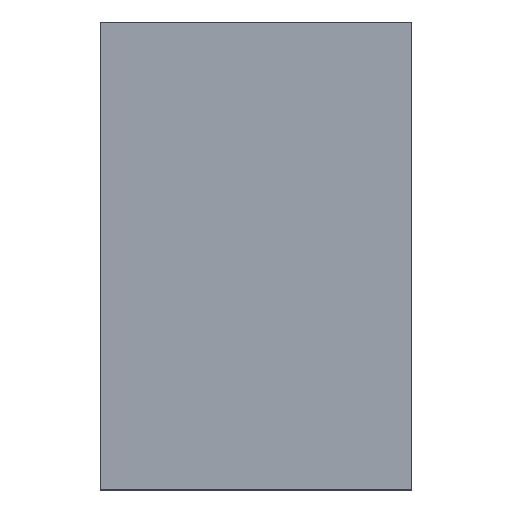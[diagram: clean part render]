
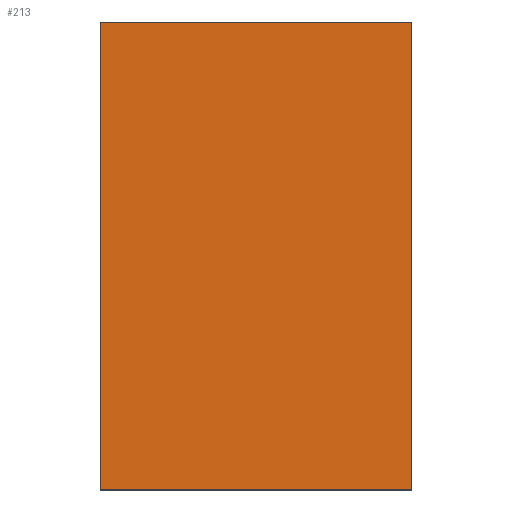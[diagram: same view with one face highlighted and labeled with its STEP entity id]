
A CAD part, top view. The second image highlights one B-rep face of the part: STEP entity #213.
In plain terms, the highlighted face is planar.
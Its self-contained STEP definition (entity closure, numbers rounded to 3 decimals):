
#86=DIRECTION('',(1.,0.,0.));
#87=VECTOR('',#86,1.2);
#88=CARTESIAN_POINT('',(-0.6,0.18,0.4));
#89=LINE('',#88,#87);
#93=DIRECTION('',(0.,0.,1.));
#94=VECTOR('',#93,0.8);
#95=CARTESIAN_POINT('',(-0.6,0.18,-0.4));
#96=LINE('',#95,#94);
#100=DIRECTION('',(-1.,0.,0.));
#101=VECTOR('',#100,1.2);
#102=CARTESIAN_POINT('',(0.6,0.18,-0.4));
#103=LINE('',#102,#101);
#107=DIRECTION('',(0.,0.,-1.));
#108=VECTOR('',#107,0.8);
#109=CARTESIAN_POINT('',(0.6,0.18,0.4));
#110=LINE('',#109,#108);
#122=CARTESIAN_POINT('',(-0.6,0.18,0.4));
#123=CARTESIAN_POINT('',(0.6,0.18,0.4));
#124=VERTEX_POINT('',#122);
#125=VERTEX_POINT('',#123);
#126=CARTESIAN_POINT('',(0.6,0.18,-0.4));
#127=VERTEX_POINT('',#126);
#128=CARTESIAN_POINT('',(-0.6,0.18,-0.4));
#129=VERTEX_POINT('',#128);
#202=CARTESIAN_POINT('',(0.,0.18,0.));
#203=DIRECTION('',(0.,1.,0.));
#204=DIRECTION('',(1.,0.,0.));
#205=AXIS2_PLACEMENT_3D('',#202,#203,#204);
#206=PLANE('',#205);
#207=ORIENTED_EDGE('',*,*,#154,.F.);
#208=ORIENTED_EDGE('',*,*,#169,.F.);
#209=ORIENTED_EDGE('',*,*,#183,.F.);
#210=ORIENTED_EDGE('',*,*,#196,.F.);
#211=EDGE_LOOP('',(#207,#208,#209,#210));
#212=FACE_OUTER_BOUND('',#211,.F.);
#154=EDGE_CURVE('',#124,#125,#89,.T.);
#169=EDGE_CURVE('',#129,#124,#96,.T.);
#183=EDGE_CURVE('',#127,#129,#103,.T.);
#196=EDGE_CURVE('',#125,#127,#110,.T.);
#213=ADVANCED_FACE('',(#212),#206,.T.);
